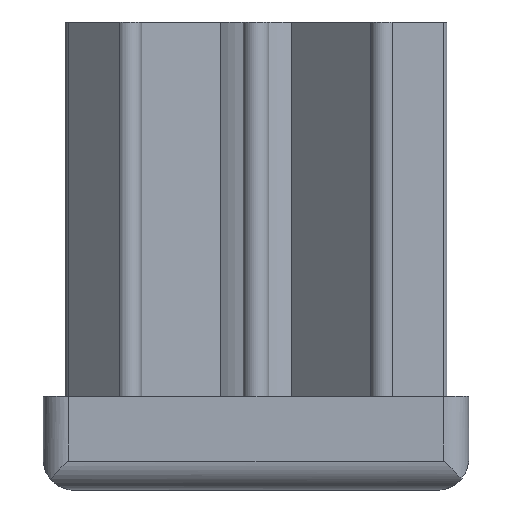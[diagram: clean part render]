
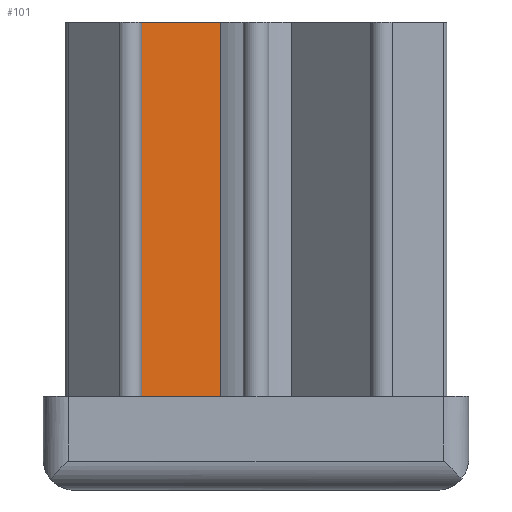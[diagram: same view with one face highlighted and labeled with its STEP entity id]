
A CAD part, front view. The second image highlights one B-rep face of the part: STEP entity #101.
In plain terms, the highlighted planar face has unit normal (0.707, -0.707, 0).
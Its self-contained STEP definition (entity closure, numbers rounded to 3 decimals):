
#101 = ADVANCED_FACE( '', ( #257 ), #258, .F. );
#257 = FACE_OUTER_BOUND( '', #472, .T. );
#258 = PLANE( '', #473 );
#472 = EDGE_LOOP( '', ( #706, #707, #708, #709 ) );
#473 = AXIS2_PLACEMENT_3D( '', #710, #711, #712 );
#706 = ORIENTED_EDGE( '', *, *, #1329, .T. );
#707 = ORIENTED_EDGE( '', *, *, #1330, .T. );
#708 = ORIENTED_EDGE( '', *, *, #1331, .F. );
#709 = ORIENTED_EDGE( '', *, *, #1332, .F. );
#710 = CARTESIAN_POINT( '', ( -15.818, -17.939, 55. ) );
#711 = DIRECTION( '', ( -0.707, 0.707, 0. ) );
#712 = DIRECTION( '', ( -0.707, -0.707, 0. ) );
#1329 = EDGE_CURVE( '', #1601, #1602, #1603, .T. );
#1330 = EDGE_CURVE( '', #1602, #1604, #1605, .T. );
#1331 = EDGE_CURVE( '', #1606, #1604, #1607, .T. );
#1332 = EDGE_CURVE( '', #1601, #1606, #1608, .T. );
#1601 = VERTEX_POINT( '', #1994 );
#1602 = VERTEX_POINT( '', #1995 );
#1603 = LINE( '', #1996, #1997 );
#1604 = VERTEX_POINT( '', #1998 );
#1605 = LINE( '', #1999, #2000 );
#1606 = VERTEX_POINT( '', #2001 );
#1607 = LINE( '', #2002, #2003 );
#1608 = LINE( '', #2004, #2005 );
#1994 = CARTESIAN_POINT( '', ( -15.818, -17.939, 55. ) );
#1995 = CARTESIAN_POINT( '', ( -15.818, -17.939, 11. ) );
#1996 = CARTESIAN_POINT( '', ( -15.818, -17.939, 55. ) );
#1997 = VECTOR( '', #2611, 1000. );
#1998 = CARTESIAN_POINT( '', ( -4.135, -6.257, 11. ) );
#1999 = CARTESIAN_POINT( '', ( -15.818, -17.939, 11. ) );
#2000 = VECTOR( '', #2612, 1000. );
#2001 = CARTESIAN_POINT( '', ( -4.135, -6.257, 55. ) );
#2002 = CARTESIAN_POINT( '', ( -4.135, -6.257, 55. ) );
#2003 = VECTOR( '', #2613, 1000. );
#2004 = CARTESIAN_POINT( '', ( -15.818, -17.939, 55. ) );
#2005 = VECTOR( '', #2614, 1000. );
#2611 = DIRECTION( '', ( 0., 0., -1. ) );
#2612 = DIRECTION( '', ( 0.707, 0.707, 0. ) );
#2613 = DIRECTION( '', ( 0., 0., -1. ) );
#2614 = DIRECTION( '', ( 0.707, 0.707, 0. ) );
